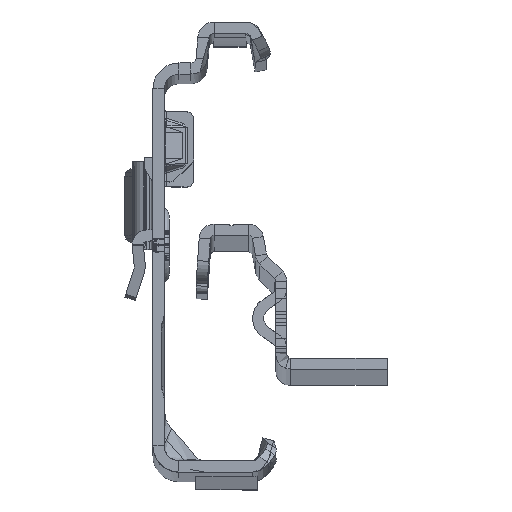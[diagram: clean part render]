
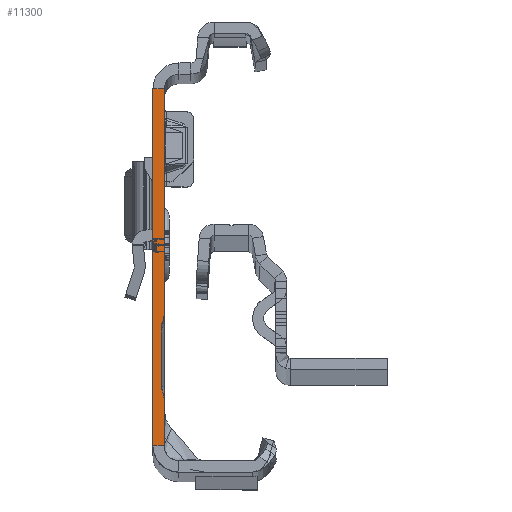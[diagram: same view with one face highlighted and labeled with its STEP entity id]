
A CAD part, top view. The second image highlights one B-rep face of the part: STEP entity #11300.
In plain terms, the highlighted planar face has unit normal (0, 0, 1).
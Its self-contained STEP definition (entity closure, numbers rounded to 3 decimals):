
#96 = CARTESIAN_POINT ( 'NONE',  ( -0.234, -18.442, 0. ) ) ;
#213 = EDGE_CURVE ( 'NONE', #5135, #11964, #17775, .T. ) ;
#490 = CARTESIAN_POINT ( 'NONE',  ( 0., 24.135, 0. ) ) ;
#524 = ORIENTED_EDGE ( 'NONE', *, *, #24422, .T. ) ;
#633 = VECTOR ( 'NONE', #23116, 1000. ) ;
#653 = CARTESIAN_POINT ( 'NONE',  ( -1.5, -25.865, 0. ) ) ;
#1333 = ORIENTED_EDGE ( 'NONE', *, *, #9941, .F. ) ;
#1659 = CARTESIAN_POINT ( 'NONE',  ( 0.6, -17.865, 0. ) ) ;
#1771 = VERTEX_POINT ( 'NONE', #3718 ) ;
#1915 = VERTEX_POINT ( 'NONE', #11809 ) ;
#1925 = AXIS2_PLACEMENT_3D ( 'NONE', #12497, #27436, #10266 ) ;
#1931 = AXIS2_PLACEMENT_3D ( 'NONE', #10832, #25220, #18929 ) ;
#2415 = EDGE_CURVE ( 'NONE', #17494, #1915, #18526, .T. ) ;
#3321 = VERTEX_POINT ( 'NONE', #8558 ) ;
#3332 = VERTEX_POINT ( 'NONE', #22190 ) ;
#3718 = CARTESIAN_POINT ( 'NONE',  ( -0.306, -18.288, 0. ) ) ;
#3800 = ORIENTED_EDGE ( 'NONE', *, *, #14555, .T. ) ;
#4849 = ORIENTED_EDGE ( 'NONE', *, *, #11183, .F. ) ;
#4968 = EDGE_CURVE ( 'NONE', #3321, #13590, #22413, .T. ) ;
#5052 = VERTEX_POINT ( 'NONE', #22967 ) ;
#5067 = EDGE_CURVE ( 'NONE', #3332, #5135, #13938, .T. ) ;
#5135 = VERTEX_POINT ( 'NONE', #25478 ) ;
#5835 = VERTEX_POINT ( 'NONE', #19534 ) ;
#6127 = FACE_OUTER_BOUND ( 'NONE', #12592, .T. ) ;
#6270 = LINE ( 'NONE', #96, #633 ) ;
#7399 = CARTESIAN_POINT ( 'NONE',  ( -2.5, -8.231, 0. ) ) ;
#7659 = CARTESIAN_POINT ( 'NONE',  ( 0., -25.865, 0. ) ) ;
#7957 = DIRECTION ( 'NONE',  ( 0., -1., 0. ) ) ;
#7995 = AXIS2_PLACEMENT_3D ( 'NONE', #7399, #8816, #26628 ) ;
#8194 = ORIENTED_EDGE ( 'NONE', *, *, #14482, .F. ) ;
#8558 = CARTESIAN_POINT ( 'NONE',  ( -0.234, -9.288, 0. ) ) ;
#8816 = DIRECTION ( 'NONE',  ( 0., 0., -1. ) ) ;
#9318 = DIRECTION ( 'NONE',  ( -1., 0., 0. ) ) ;
#9589 = LINE ( 'NONE', #7659, #12301 ) ;
#9864 = CARTESIAN_POINT ( 'NONE',  ( -0.234, -9.288, 0. ) ) ;
#9941 = EDGE_CURVE ( 'NONE', #5052, #5835, #19288, .T. ) ;
#9948 = AXIS2_PLACEMENT_3D ( 'NONE', #1659, #14193, #18101 ) ;
#10130 = CARTESIAN_POINT ( 'NONE',  ( 0., 22.135, 0. ) ) ;
#10266 = DIRECTION ( 'NONE',  ( 1., 0., 0. ) ) ;
#10572 = VECTOR ( 'NONE', #15125, 1000. ) ;
#10832 = CARTESIAN_POINT ( 'NONE',  ( -1.5, 24.135, 0. ) ) ;
#11183 = EDGE_CURVE ( 'NONE', #5835, #1771, #20191, .T. ) ;
#11300 = ADVANCED_FACE ( 'NONE', ( #6127 ), #14742, .T. ) ;
#11407 = ORIENTED_EDGE ( 'NONE', *, *, #213, .F. ) ;
#11686 = DIRECTION ( 'NONE',  ( 0., 0., 1. ) ) ;
#11809 = CARTESIAN_POINT ( 'NONE',  ( 0., -8.231, 0. ) ) ;
#11951 = CIRCLE ( 'NONE', #14616, 1. ) ;
#11964 = VERTEX_POINT ( 'NONE', #19230 ) ;
#12231 = DIRECTION ( 'NONE',  ( -1., 0., 0. ) ) ;
#12301 = VECTOR ( 'NONE', #9318, 1000. ) ;
#12354 = EDGE_CURVE ( 'NONE', #1771, #3332, #6270, .T. ) ;
#12497 = CARTESIAN_POINT ( 'NONE',  ( -2.5, -19.499, 0. ) ) ;
#12592 = EDGE_LOOP ( 'NONE', ( #16643, #16713, #3800, #524, #8194, #11407, #21056, #20053, #4849, #1333, #22125, #20554 ) ) ;
#13590 = VERTEX_POINT ( 'NONE', #21254 ) ;
#13759 = CARTESIAN_POINT ( 'NONE',  ( 0.6, -9.865, 0. ) ) ;
#13895 = VECTOR ( 'NONE', #26554, 1000. ) ;
#13938 = CIRCLE ( 'NONE', #1925, 2.5 ) ;
#14193 = DIRECTION ( 'NONE',  ( 0., 0., 1. ) ) ;
#14392 = LINE ( 'NONE', #16479, #26871 ) ;
#14482 = EDGE_CURVE ( 'NONE', #11964, #26920, #9589, .T. ) ;
#14555 = EDGE_CURVE ( 'NONE', #17494, #23430, #20732, .T. ) ;
#14616 = AXIS2_PLACEMENT_3D ( 'NONE', #13759, #11686, #23815 ) ;
#14742 = PLANE ( 'NONE',  #1931 ) ;
#14807 = VECTOR ( 'NONE', #17811, 1000. ) ;
#15125 = DIRECTION ( 'NONE',  ( 0., -1., 0. ) ) ;
#15371 = CARTESIAN_POINT ( 'NONE',  ( -0.4, -9.865, 0. ) ) ;
#16479 = CARTESIAN_POINT ( 'NONE',  ( -1.5, 24.135, 0. ) ) ;
#16643 = ORIENTED_EDGE ( 'NONE', *, *, #20679, .F. ) ;
#16713 = ORIENTED_EDGE ( 'NONE', *, *, #2415, .F. ) ;
#17494 = VERTEX_POINT ( 'NONE', #19576 ) ;
#17775 = LINE ( 'NONE', #490, #10572 ) ;
#17811 = DIRECTION ( 'NONE',  ( -0.423, -0.906, 0. ) ) ;
#18101 = DIRECTION ( 'NONE',  ( 1., 0., 0. ) ) ;
#18248 = EDGE_CURVE ( 'NONE', #13590, #5052, #11951, .T. ) ;
#18526 = LINE ( 'NONE', #27184, #23994 ) ;
#18929 = DIRECTION ( 'NONE',  ( 0., -1., 0. ) ) ;
#19230 = CARTESIAN_POINT ( 'NONE',  ( 0., -25.865, 0. ) ) ;
#19288 = LINE ( 'NONE', #15371, #13895 ) ;
#19398 = CARTESIAN_POINT ( 'NONE',  ( -1.5, 22.135, 0. ) ) ;
#19420 = VECTOR ( 'NONE', #12231, 1000. ) ;
#19534 = CARTESIAN_POINT ( 'NONE',  ( -0.4, -17.865, 0. ) ) ;
#19576 = CARTESIAN_POINT ( 'NONE',  ( 0., 22.135, 0. ) ) ;
#20053 = ORIENTED_EDGE ( 'NONE', *, *, #12354, .F. ) ;
#20065 = CIRCLE ( 'NONE', #7995, 2.5 ) ;
#20191 = CIRCLE ( 'NONE', #9948, 1. ) ;
#20554 = ORIENTED_EDGE ( 'NONE', *, *, #4968, .F. ) ;
#20679 = EDGE_CURVE ( 'NONE', #1915, #3321, #20065, .T. ) ;
#20732 = LINE ( 'NONE', #10130, #19420 ) ;
#21056 = ORIENTED_EDGE ( 'NONE', *, *, #5067, .F. ) ;
#21254 = CARTESIAN_POINT ( 'NONE',  ( -0.306, -9.443, 0. ) ) ;
#22125 = ORIENTED_EDGE ( 'NONE', *, *, #18248, .F. ) ;
#22190 = CARTESIAN_POINT ( 'NONE',  ( -0.234, -18.442, 0. ) ) ;
#22413 = LINE ( 'NONE', #9864, #14807 ) ;
#22967 = CARTESIAN_POINT ( 'NONE',  ( -0.4, -9.865, 0. ) ) ;
#23116 = DIRECTION ( 'NONE',  ( 0.423, -0.906, 0. ) ) ;
#23430 = VERTEX_POINT ( 'NONE', #19398 ) ;
#23815 = DIRECTION ( 'NONE',  ( -1., 0., 0. ) ) ;
#23994 = VECTOR ( 'NONE', #7957, 1000. ) ;
#24422 = EDGE_CURVE ( 'NONE', #23430, #26920, #14392, .T. ) ;
#25006 = DIRECTION ( 'NONE',  ( 0., -1., 0. ) ) ;
#25220 = DIRECTION ( 'NONE',  ( 0., 0., 1. ) ) ;
#25478 = CARTESIAN_POINT ( 'NONE',  ( 0., -19.499, 0. ) ) ;
#26554 = DIRECTION ( 'NONE',  ( 0., -1., 0. ) ) ;
#26628 = DIRECTION ( 'NONE',  ( -1., 0., 0. ) ) ;
#26871 = VECTOR ( 'NONE', #25006, 1000. ) ;
#26920 = VERTEX_POINT ( 'NONE', #653 ) ;
#27184 = CARTESIAN_POINT ( 'NONE',  ( 0., 24.135, 0. ) ) ;
#27436 = DIRECTION ( 'NONE',  ( 0., 0., -1. ) ) ;
